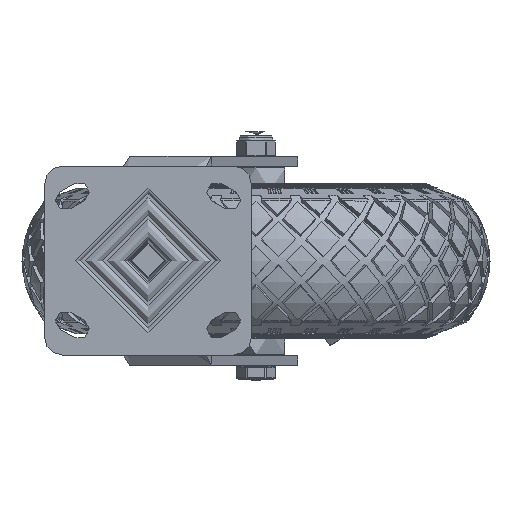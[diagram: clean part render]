
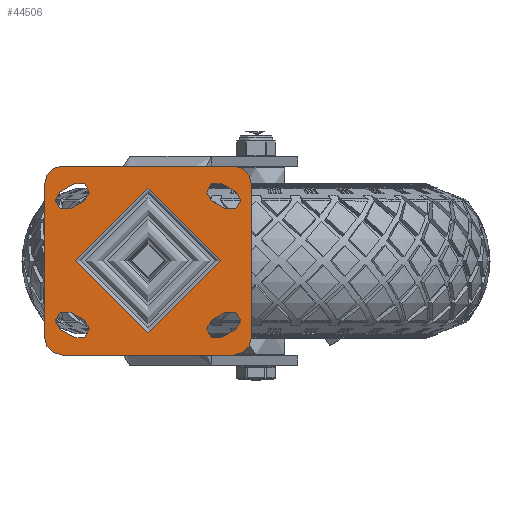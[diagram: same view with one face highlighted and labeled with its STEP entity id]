
A CAD part, top view. The second image highlights one B-rep face of the part: STEP entity #44506.
In plain terms, the highlighted planar face has unit normal (0, 0, 1).
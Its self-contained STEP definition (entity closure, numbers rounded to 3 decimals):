
#5556=FACE_BOUND('',#13013,.T.);
#5557=FACE_BOUND('',#13014,.T.);
#5558=FACE_BOUND('',#13015,.T.);
#5559=FACE_BOUND('',#13016,.T.);
#5560=FACE_BOUND('',#13017,.T.);
#5803=PLANE('',#47457);
#6309=LINE('',#58395,#8167);
#6311=LINE('',#58398,#8169);
#6313=LINE('',#58401,#8171);
#6315=LINE('',#58404,#8173);
#6317=LINE('',#58407,#8175);
#6319=LINE('',#58410,#8177);
#6321=LINE('',#58413,#8179);
#6323=LINE('',#58416,#8181);
#6327=LINE('',#58430,#8185);
#6331=LINE('',#58442,#8189);
#6335=LINE('',#58454,#8193);
#6339=LINE('',#58464,#8197);
#8167=VECTOR('',#50569,1000.);
#8169=VECTOR('',#50573,1000.);
#8171=VECTOR('',#50577,1000.);
#8173=VECTOR('',#50581,1000.);
#8175=VECTOR('',#50585,1000.);
#8177=VECTOR('',#50589,1000.);
#8179=VECTOR('',#50593,1000.);
#8181=VECTOR('',#50597,1000.);
#8185=VECTOR('',#50609,1000.);
#8189=VECTOR('',#50621,1000.);
#8193=VECTOR('',#50633,1000.);
#8197=VECTOR('',#50645,1000.);
#10319=FACE_OUTER_BOUND('',#13012,.T.);
#13012=EDGE_LOOP('',(#29834,#29835,#29836,#29837,#29838,#29839,#29840,#29841));
#13013=EDGE_LOOP('',(#29842,#29843,#29844,#29845));
#13014=EDGE_LOOP('',(#29846,#29847,#29848,#29849));
#13015=EDGE_LOOP('',(#29850,#29851,#29852,#29853));
#13016=EDGE_LOOP('',(#29854,#29855,#29856,#29857));
#13017=EDGE_LOOP('',(#29858));
#15860=CIRCLE('',#47328,40.078);
#15871=CIRCLE('',#47344,5.5);
#15872=CIRCLE('',#47346,5.5);
#15875=CIRCLE('',#47350,5.5);
#15876=CIRCLE('',#47352,5.5);
#15879=CIRCLE('',#47356,5.5);
#15880=CIRCLE('',#47358,5.5);
#15883=CIRCLE('',#47362,5.5);
#15884=CIRCLE('',#47364,5.5);
#15925=CIRCLE('',#47439,10.);
#15927=CIRCLE('',#47443,10.);
#15929=CIRCLE('',#47447,10.);
#15931=CIRCLE('',#47451,10.);
#17519=VERTEX_POINT('',#58195);
#17528=VERTEX_POINT('',#58222);
#17529=VERTEX_POINT('',#58224);
#17530=VERTEX_POINT('',#58228);
#17531=VERTEX_POINT('',#58229);
#17536=VERTEX_POINT('',#58240);
#17537=VERTEX_POINT('',#58242);
#17538=VERTEX_POINT('',#58246);
#17539=VERTEX_POINT('',#58247);
#17544=VERTEX_POINT('',#58258);
#17545=VERTEX_POINT('',#58260);
#17546=VERTEX_POINT('',#58264);
#17547=VERTEX_POINT('',#58265);
#17552=VERTEX_POINT('',#58276);
#17553=VERTEX_POINT('',#58278);
#17554=VERTEX_POINT('',#58282);
#17555=VERTEX_POINT('',#58283);
#17590=VERTEX_POINT('',#58421);
#17591=VERTEX_POINT('',#58423);
#17593=VERTEX_POINT('',#58429);
#17595=VERTEX_POINT('',#58435);
#17597=VERTEX_POINT('',#58441);
#17599=VERTEX_POINT('',#58447);
#17601=VERTEX_POINT('',#58453);
#17603=VERTEX_POINT('',#58459);
#22334=EDGE_CURVE('',#17519,#17519,#15860,.T.);
#22347=EDGE_CURVE('',#17529,#17528,#15871,.T.);
#22349=EDGE_CURVE('',#17530,#17531,#15872,.T.);
#22355=EDGE_CURVE('',#17537,#17536,#15875,.T.);
#22357=EDGE_CURVE('',#17538,#17539,#15876,.T.);
#22363=EDGE_CURVE('',#17545,#17544,#15879,.T.);
#22365=EDGE_CURVE('',#17546,#17547,#15880,.T.);
#22371=EDGE_CURVE('',#17553,#17552,#15883,.T.);
#22373=EDGE_CURVE('',#17554,#17555,#15884,.T.);
#22426=EDGE_CURVE('',#17555,#17553,#6309,.T.);
#22428=EDGE_CURVE('',#17552,#17554,#6311,.T.);
#22430=EDGE_CURVE('',#17547,#17545,#6313,.T.);
#22432=EDGE_CURVE('',#17544,#17546,#6315,.T.);
#22434=EDGE_CURVE('',#17539,#17537,#6317,.T.);
#22436=EDGE_CURVE('',#17536,#17538,#6319,.T.);
#22438=EDGE_CURVE('',#17531,#17529,#6321,.T.);
#22440=EDGE_CURVE('',#17528,#17530,#6323,.T.);
#22443=EDGE_CURVE('',#17590,#17591,#15925,.T.);
#22446=EDGE_CURVE('',#17591,#17593,#6327,.T.);
#22449=EDGE_CURVE('',#17593,#17595,#15927,.T.);
#22452=EDGE_CURVE('',#17595,#17597,#6331,.T.);
#22455=EDGE_CURVE('',#17599,#17597,#15929,.T.);
#22458=EDGE_CURVE('',#17599,#17601,#6335,.T.);
#22461=EDGE_CURVE('',#17603,#17601,#15931,.T.);
#22464=EDGE_CURVE('',#17603,#17590,#6339,.T.);
#29834=ORIENTED_EDGE('',*,*,#22443,.F.);
#29835=ORIENTED_EDGE('',*,*,#22464,.F.);
#29836=ORIENTED_EDGE('',*,*,#22461,.T.);
#29837=ORIENTED_EDGE('',*,*,#22458,.F.);
#29838=ORIENTED_EDGE('',*,*,#22455,.T.);
#29839=ORIENTED_EDGE('',*,*,#22452,.F.);
#29840=ORIENTED_EDGE('',*,*,#22449,.F.);
#29841=ORIENTED_EDGE('',*,*,#22446,.F.);
#29842=ORIENTED_EDGE('',*,*,#22438,.T.);
#29843=ORIENTED_EDGE('',*,*,#22347,.T.);
#29844=ORIENTED_EDGE('',*,*,#22440,.T.);
#29845=ORIENTED_EDGE('',*,*,#22349,.T.);
#29846=ORIENTED_EDGE('',*,*,#22434,.T.);
#29847=ORIENTED_EDGE('',*,*,#22355,.T.);
#29848=ORIENTED_EDGE('',*,*,#22436,.T.);
#29849=ORIENTED_EDGE('',*,*,#22357,.T.);
#29850=ORIENTED_EDGE('',*,*,#22430,.T.);
#29851=ORIENTED_EDGE('',*,*,#22363,.T.);
#29852=ORIENTED_EDGE('',*,*,#22432,.T.);
#29853=ORIENTED_EDGE('',*,*,#22365,.T.);
#29854=ORIENTED_EDGE('',*,*,#22426,.T.);
#29855=ORIENTED_EDGE('',*,*,#22371,.T.);
#29856=ORIENTED_EDGE('',*,*,#22428,.T.);
#29857=ORIENTED_EDGE('',*,*,#22373,.T.);
#29858=ORIENTED_EDGE('',*,*,#22334,.F.);
#44506=ADVANCED_FACE('',(#10319,#5556,#5557,#5558,#5559,#5560),#5803,.T.);
#47328=AXIS2_PLACEMENT_3D('',#58197,#50337,#50338);
#47344=AXIS2_PLACEMENT_3D('',#58225,#50371,#50372);
#47346=AXIS2_PLACEMENT_3D('',#58230,#50376,#50377);
#47350=AXIS2_PLACEMENT_3D('',#58243,#50387,#50388);
#47352=AXIS2_PLACEMENT_3D('',#58248,#50392,#50393);
#47356=AXIS2_PLACEMENT_3D('',#58261,#50403,#50404);
#47358=AXIS2_PLACEMENT_3D('',#58266,#50408,#50409);
#47362=AXIS2_PLACEMENT_3D('',#58279,#50419,#50420);
#47364=AXIS2_PLACEMENT_3D('',#58284,#50424,#50425);
#47439=AXIS2_PLACEMENT_3D('',#58424,#50603,#50604);
#47443=AXIS2_PLACEMENT_3D('',#58436,#50615,#50616);
#47447=AXIS2_PLACEMENT_3D('',#58448,#50627,#50628);
#47451=AXIS2_PLACEMENT_3D('',#58460,#50639,#50640);
#47457=AXIS2_PLACEMENT_3D('',#58469,#50654,#50655);
#50337=DIRECTION('center_axis',(0.,0.,1.));
#50338=DIRECTION('ref_axis',(-1.,0.,0.));
#50371=DIRECTION('center_axis',(0.,0.,-1.));
#50372=DIRECTION('ref_axis',(1.,0.,0.));
#50376=DIRECTION('center_axis',(0.,0.,-1.));
#50377=DIRECTION('ref_axis',(1.,0.,0.));
#50387=DIRECTION('center_axis',(0.,0.,-1.));
#50388=DIRECTION('ref_axis',(1.,0.,0.));
#50392=DIRECTION('center_axis',(0.,0.,-1.));
#50393=DIRECTION('ref_axis',(1.,0.,0.));
#50403=DIRECTION('center_axis',(0.,0.,-1.));
#50404=DIRECTION('ref_axis',(-1.,0.,0.));
#50408=DIRECTION('center_axis',(0.,0.,-1.));
#50409=DIRECTION('ref_axis',(-1.,0.,0.));
#50419=DIRECTION('center_axis',(0.,0.,-1.));
#50420=DIRECTION('ref_axis',(-1.,0.,0.));
#50424=DIRECTION('center_axis',(0.,0.,-1.));
#50425=DIRECTION('ref_axis',(-1.,0.,0.));
#50569=DIRECTION('',(0.872,0.49,0.));
#50573=DIRECTION('',(-0.872,-0.49,0.));
#50577=DIRECTION('',(0.872,-0.49,0.));
#50581=DIRECTION('',(-0.872,0.49,0.));
#50585=DIRECTION('',(-0.872,0.49,0.));
#50589=DIRECTION('',(0.872,-0.49,0.));
#50593=DIRECTION('',(-0.872,-0.49,0.));
#50597=DIRECTION('',(0.872,0.49,0.));
#50603=DIRECTION('center_axis',(0.,0.,-1.));
#50604=DIRECTION('ref_axis',(-1.,0.,0.));
#50609=DIRECTION('',(1.,0.,0.));
#50615=DIRECTION('center_axis',(0.,0.,-1.));
#50616=DIRECTION('ref_axis',(0.,1.,0.));
#50621=DIRECTION('',(0.,-1.,0.));
#50627=DIRECTION('center_axis',(0.,0.,1.));
#50628=DIRECTION('ref_axis',(0.,-1.,0.));
#50633=DIRECTION('',(-1.,0.,0.));
#50639=DIRECTION('center_axis',(0.,0.,1.));
#50640=DIRECTION('ref_axis',(-1.,0.,0.));
#50645=DIRECTION('',(0.,1.,0.));
#50654=DIRECTION('center_axis',(0.,0.,1.));
#50655=DIRECTION('ref_axis',(1.,0.,0.));
#58195=CARTESIAN_POINT('',(40.078,0.,0.));
#58197=CARTESIAN_POINT('Origin',(0.,0.,0.));
#58222=CARTESIAN_POINT('',(-48.696,38.294,0.));
#58224=CARTESIAN_POINT('',(-43.304,28.706,0.));
#58225=CARTESIAN_POINT('Origin',(-46.,33.5,0.));
#58228=CARTESIAN_POINT('',(-40.696,42.794,0.));
#58229=CARTESIAN_POINT('',(-35.304,33.206,0.));
#58230=CARTESIAN_POINT('Origin',(-38.,38.,0.));
#58240=CARTESIAN_POINT('',(-43.304,-28.706,0.));
#58242=CARTESIAN_POINT('',(-48.696,-38.294,0.));
#58243=CARTESIAN_POINT('Origin',(-46.,-33.5,0.));
#58246=CARTESIAN_POINT('',(-35.304,-33.206,0.));
#58247=CARTESIAN_POINT('',(-40.696,-42.794,0.));
#58248=CARTESIAN_POINT('Origin',(-38.,-38.,0.));
#58258=CARTESIAN_POINT('',(43.304,28.706,0.));
#58260=CARTESIAN_POINT('',(48.696,38.294,0.));
#58261=CARTESIAN_POINT('Origin',(46.,33.5,0.));
#58264=CARTESIAN_POINT('',(35.304,33.206,0.));
#58265=CARTESIAN_POINT('',(40.696,42.794,0.));
#58266=CARTESIAN_POINT('Origin',(38.,38.,0.));
#58276=CARTESIAN_POINT('',(48.696,-38.294,0.));
#58278=CARTESIAN_POINT('',(43.304,-28.706,0.));
#58279=CARTESIAN_POINT('Origin',(46.,-33.5,0.));
#58282=CARTESIAN_POINT('',(40.696,-42.794,0.));
#58283=CARTESIAN_POINT('',(35.304,-33.206,0.));
#58284=CARTESIAN_POINT('Origin',(38.,-38.,0.));
#58395=CARTESIAN_POINT('',(43.304,-28.706,0.));
#58398=CARTESIAN_POINT('',(48.696,-38.294,0.));
#58401=CARTESIAN_POINT('',(48.696,38.294,0.));
#58404=CARTESIAN_POINT('',(43.304,28.706,0.));
#58407=CARTESIAN_POINT('',(-48.696,-38.294,0.));
#58410=CARTESIAN_POINT('',(-43.304,-28.706,0.));
#58413=CARTESIAN_POINT('',(-43.304,28.706,0.));
#58416=CARTESIAN_POINT('',(-48.696,38.294,0.));
#58421=CARTESIAN_POINT('',(-57.5,42.5,0.));
#58423=CARTESIAN_POINT('',(-47.5,52.5,0.));
#58424=CARTESIAN_POINT('Origin',(-47.5,42.5,0.));
#58429=CARTESIAN_POINT('',(47.5,52.5,0.));
#58430=CARTESIAN_POINT('',(-47.5,52.5,0.));
#58435=CARTESIAN_POINT('',(57.5,42.5,0.));
#58436=CARTESIAN_POINT('Origin',(47.5,42.5,0.));
#58441=CARTESIAN_POINT('',(57.5,-42.5,0.));
#58442=CARTESIAN_POINT('',(57.5,42.5,0.));
#58447=CARTESIAN_POINT('',(47.5,-52.5,0.));
#58448=CARTESIAN_POINT('Origin',(47.5,-42.5,0.));
#58453=CARTESIAN_POINT('',(-47.5,-52.5,0.));
#58454=CARTESIAN_POINT('',(47.5,-52.5,0.));
#58459=CARTESIAN_POINT('',(-57.5,-42.5,0.));
#58460=CARTESIAN_POINT('Origin',(-47.5,-42.5,0.));
#58464=CARTESIAN_POINT('',(-57.5,-42.5,0.));
#58469=CARTESIAN_POINT('Origin',(0.,0.,0.));
